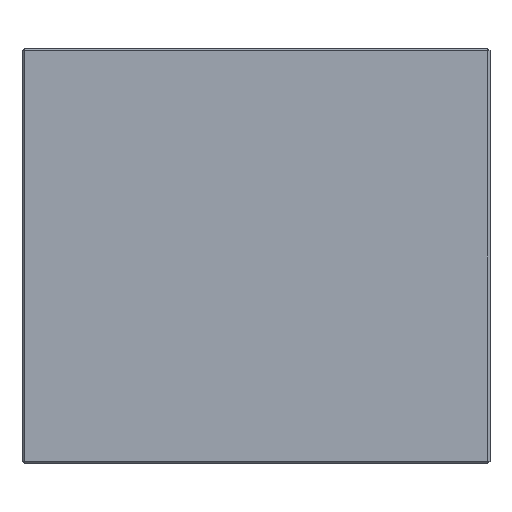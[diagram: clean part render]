
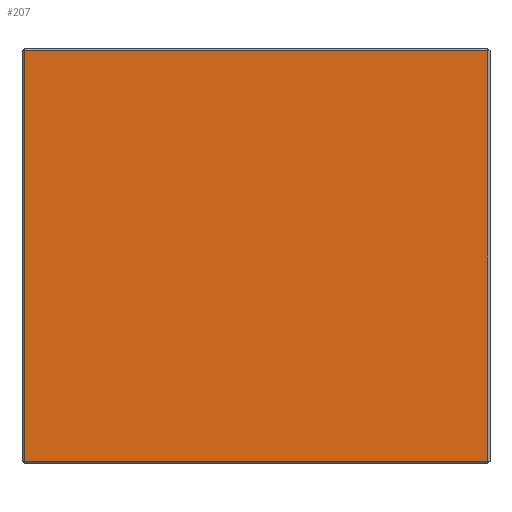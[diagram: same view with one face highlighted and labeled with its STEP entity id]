
A CAD part, front view. The second image highlights one B-rep face of the part: STEP entity #207.
In plain terms, the highlighted planar face has unit normal (0, -1, 0).
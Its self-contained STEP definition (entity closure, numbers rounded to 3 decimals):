
#176=FACE_OUTER_BOUND('',#581,.T.);
#207=ADVANCED_FACE('',(#176),#296,.F.);
#296=PLANE('',#1251);
#333=LINE('',#1809,#383);
#334=LINE('',#1812,#384);
#335=LINE('',#1814,#385);
#336=LINE('',#1816,#386);
#383=VECTOR('',#1438,1.);
#384=VECTOR('',#1439,1.);
#385=VECTOR('',#1440,1.);
#386=VECTOR('',#1441,1.);
#581=EDGE_LOOP('',(#736,#737,#738,#739));
#736=ORIENTED_EDGE('',*,*,#1077,.T.);
#737=ORIENTED_EDGE('',*,*,#1078,.T.);
#738=ORIENTED_EDGE('',*,*,#1079,.T.);
#739=ORIENTED_EDGE('',*,*,#1080,.T.);
#972=VERTEX_POINT('',#1810);
#973=VERTEX_POINT('',#1811);
#974=VERTEX_POINT('',#1813);
#975=VERTEX_POINT('',#1815);
#1077=EDGE_CURVE('',#972,#973,#333,.T.);
#1078=EDGE_CURVE('',#973,#974,#334,.T.);
#1079=EDGE_CURVE('',#974,#975,#335,.T.);
#1080=EDGE_CURVE('',#975,#972,#336,.T.);
#1251=AXIS2_PLACEMENT_3D('',#1817,#1442,#1443);
#1438=DIRECTION('',(0.,0.,-1.));
#1439=DIRECTION('',(1.,0.,0.));
#1440=DIRECTION('',(0.,0.,1.));
#1441=DIRECTION('',(-1.,0.,0.));
#1442=DIRECTION('',(0.,1.,0.));
#1443=DIRECTION('',(0.,0.,1.));
#1809=CARTESIAN_POINT('',(-218.,-195.,195.));
#1810=CARTESIAN_POINT('',(-218.,-195.,193.));
#1811=CARTESIAN_POINT('',(-218.,-195.,-193.));
#1812=CARTESIAN_POINT('',(220.,-195.,-193.));
#1813=CARTESIAN_POINT('',(218.,-195.,-193.));
#1814=CARTESIAN_POINT('',(218.,-195.,195.));
#1815=CARTESIAN_POINT('',(218.,-195.,193.));
#1816=CARTESIAN_POINT('',(220.,-195.,193.));
#1817=CARTESIAN_POINT('',(220.,-195.,195.));
